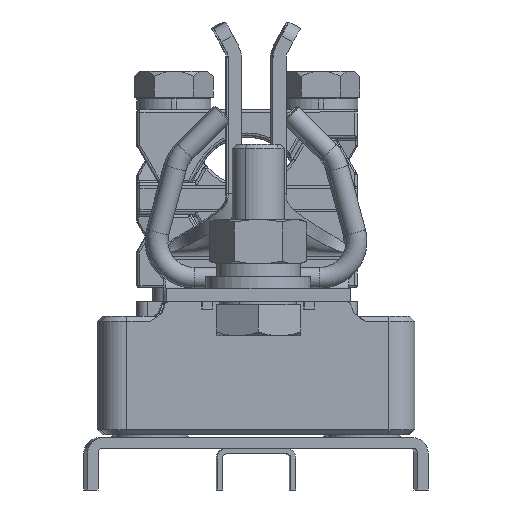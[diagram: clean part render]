
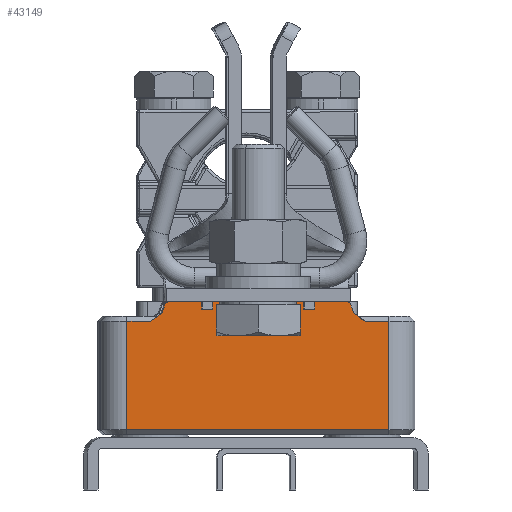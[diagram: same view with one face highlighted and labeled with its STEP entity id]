
A CAD part, front view. The second image highlights one B-rep face of the part: STEP entity #43149.
In plain terms, the highlighted face is planar.
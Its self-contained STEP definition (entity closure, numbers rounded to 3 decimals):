
#40869=DIRECTION('',(0.,-1.,0.));
#40870=VECTOR('',#40869,20.7);
#40871=CARTESIAN_POINT('',(-25.,22.2,25.));
#40872=LINE('',#40871,#40870);
#40898=DIRECTION('',(1.,0.,0.));
#40899=VECTOR('',#40898,50.);
#40900=CARTESIAN_POINT('',(-25.,1.5,25.));
#40901=LINE('',#40900,#40899);
#40905=DIRECTION('',(0.,-1.,0.));
#40906=VECTOR('',#40905,0.5);
#40907=CARTESIAN_POINT('',(-5.,26.,25.));
#40908=LINE('',#40907,#40906);
#40912=DIRECTION('',(1.,0.,0.));
#40913=VECTOR('',#40912,10.);
#40914=CARTESIAN_POINT('',(-5.,25.5,25.));
#40915=LINE('',#40914,#40913);
#40919=DIRECTION('',(1.,0.,0.));
#40920=VECTOR('',#40919,12.);
#40921=CARTESIAN_POINT('',(5.,26.,25.));
#40922=LINE('',#40921,#40920);
#40926=DIRECTION('',(0.819,-0.574,0.));
#40927=VECTOR('',#40926,0.819);
#40928=CARTESIAN_POINT('',(17.,26.,25.));
#40929=LINE('',#40928,#40927);
#40933=DIRECTION('',(0.342,-0.94,0.));
#40934=VECTOR('',#40933,1.98);
#40935=CARTESIAN_POINT('',(17.671,25.53,25.));
#40936=LINE('',#40935,#40934);
#40940=DIRECTION('',(0.819,-0.574,0.));
#40941=VECTOR('',#40940,2.563);
#40942=CARTESIAN_POINT('',(18.348,23.67,25.));
#40943=LINE('',#40942,#40941);
#40947=DIRECTION('',(0.819,0.574,0.));
#40948=VECTOR('',#40947,2.563);
#40949=CARTESIAN_POINT('',(-20.447,22.2,25.));
#40950=LINE('',#40949,#40948);
#40954=DIRECTION('',(0.342,0.94,0.));
#40955=VECTOR('',#40954,1.98);
#40956=CARTESIAN_POINT('',(-18.348,23.67,25.));
#40957=LINE('',#40956,#40955);
#40961=DIRECTION('',(0.819,0.574,0.));
#40962=VECTOR('',#40961,0.819);
#40963=CARTESIAN_POINT('',(-17.671,25.53,25.));
#40964=LINE('',#40963,#40962);
#40968=DIRECTION('',(1.,0.,0.));
#40969=VECTOR('',#40968,12.);
#40970=CARTESIAN_POINT('',(-17.,26.,25.));
#40971=LINE('',#40970,#40969);
#41059=DIRECTION('',(-1.,0.,0.));
#41060=VECTOR('',#41059,4.553);
#41061=CARTESIAN_POINT('',(-20.447,22.2,25.));
#41062=LINE('',#41061,#41060);
#41101=DIRECTION('',(-1.,0.,0.));
#41102=VECTOR('',#41101,4.553);
#41103=CARTESIAN_POINT('',(25.,22.2,25.));
#41104=LINE('',#41103,#41102);
#41137=DIRECTION('',(0.,1.,0.));
#41138=VECTOR('',#41137,20.7);
#41139=CARTESIAN_POINT('',(25.,1.5,25.));
#41140=LINE('',#41139,#41138);
#41915=DIRECTION('',(0.,-1.,0.));
#41916=VECTOR('',#41915,0.5);
#41917=CARTESIAN_POINT('',(5.,26.,25.));
#41918=LINE('',#41917,#41916);
#42197=CARTESIAN_POINT('',(-25.,22.2,25.));
#42198=VERTEX_POINT('',#42197);
#42200=CARTESIAN_POINT('',(-25.,1.5,25.));
#42202=VERTEX_POINT('',#42200);
#42207=CARTESIAN_POINT('',(25.,1.5,25.));
#42208=VERTEX_POINT('',#42207);
#42211=CARTESIAN_POINT('',(-5.,26.,25.));
#42212=CARTESIAN_POINT('',(-5.,25.5,25.));
#42213=VERTEX_POINT('',#42211);
#42214=VERTEX_POINT('',#42212);
#42215=CARTESIAN_POINT('',(5.,25.5,25.));
#42216=VERTEX_POINT('',#42215);
#42217=CARTESIAN_POINT('',(5.,26.,25.));
#42218=VERTEX_POINT('',#42217);
#42219=CARTESIAN_POINT('',(17.,26.,25.));
#42220=VERTEX_POINT('',#42219);
#42221=CARTESIAN_POINT('',(17.671,25.53,25.));
#42222=VERTEX_POINT('',#42221);
#42223=CARTESIAN_POINT('',(18.348,23.67,25.));
#42224=VERTEX_POINT('',#42223);
#42225=CARTESIAN_POINT('',(20.447,22.2,25.));
#42226=VERTEX_POINT('',#42225);
#42227=CARTESIAN_POINT('',(25.,22.2,25.));
#42228=VERTEX_POINT('',#42227);
#42229=CARTESIAN_POINT('',(-20.447,22.2,25.));
#42230=VERTEX_POINT('',#42229);
#42231=CARTESIAN_POINT('',(-18.348,23.67,25.));
#42232=VERTEX_POINT('',#42231);
#42233=CARTESIAN_POINT('',(-17.671,25.53,25.));
#42234=VERTEX_POINT('',#42233);
#42235=CARTESIAN_POINT('',(-17.,26.,25.));
#42236=VERTEX_POINT('',#42235);
#43112=CARTESIAN_POINT('',(-25.,0.,25.));
#43113=DIRECTION('',(0.,0.,1.));
#43114=DIRECTION('',(1.,0.,0.));
#43115=AXIS2_PLACEMENT_3D('',#43112,#43113,#43114);
#43116=PLANE('',#43115);
#43118=ORIENTED_EDGE('',*,*,#43117,.T.);
#43120=ORIENTED_EDGE('',*,*,#43119,.T.);
#43122=ORIENTED_EDGE('',*,*,#43121,.F.);
#43124=ORIENTED_EDGE('',*,*,#43123,.T.);
#43126=ORIENTED_EDGE('',*,*,#43125,.T.);
#43128=ORIENTED_EDGE('',*,*,#43127,.T.);
#43130=ORIENTED_EDGE('',*,*,#43129,.T.);
#43132=ORIENTED_EDGE('',*,*,#43131,.F.);
#43134=ORIENTED_EDGE('',*,*,#43133,.F.);
#43135=ORIENTED_EDGE('',*,*,#43095,.F.);
#43136=ORIENTED_EDGE('',*,*,#43056,.F.);
#43138=ORIENTED_EDGE('',*,*,#43137,.F.);
#43140=ORIENTED_EDGE('',*,*,#43139,.T.);
#43142=ORIENTED_EDGE('',*,*,#43141,.T.);
#43144=ORIENTED_EDGE('',*,*,#43143,.T.);
#43146=ORIENTED_EDGE('',*,*,#43145,.T.);
#43147=EDGE_LOOP('',(#43118,#43120,#43122,#43124,#43126,#43128,#43130,#43132,
#43134,#43135,#43136,#43138,#43140,#43142,#43144,#43146));
#43148=FACE_OUTER_BOUND('',#43147,.F.);
#43056=EDGE_CURVE('',#42198,#42202,#40872,.T.);
#43095=EDGE_CURVE('',#42202,#42208,#40901,.T.);
#43117=EDGE_CURVE('',#42213,#42214,#40908,.T.);
#43119=EDGE_CURVE('',#42214,#42216,#40915,.T.);
#43121=EDGE_CURVE('',#42218,#42216,#41918,.T.);
#43123=EDGE_CURVE('',#42218,#42220,#40922,.T.);
#43125=EDGE_CURVE('',#42220,#42222,#40929,.T.);
#43127=EDGE_CURVE('',#42222,#42224,#40936,.T.);
#43129=EDGE_CURVE('',#42224,#42226,#40943,.T.);
#43131=EDGE_CURVE('',#42228,#42226,#41104,.T.);
#43133=EDGE_CURVE('',#42208,#42228,#41140,.T.);
#43137=EDGE_CURVE('',#42230,#42198,#41062,.T.);
#43139=EDGE_CURVE('',#42230,#42232,#40950,.T.);
#43141=EDGE_CURVE('',#42232,#42234,#40957,.T.);
#43143=EDGE_CURVE('',#42234,#42236,#40964,.T.);
#43145=EDGE_CURVE('',#42236,#42213,#40971,.T.);
#43149=ADVANCED_FACE('',(#43148),#43116,.T.);
